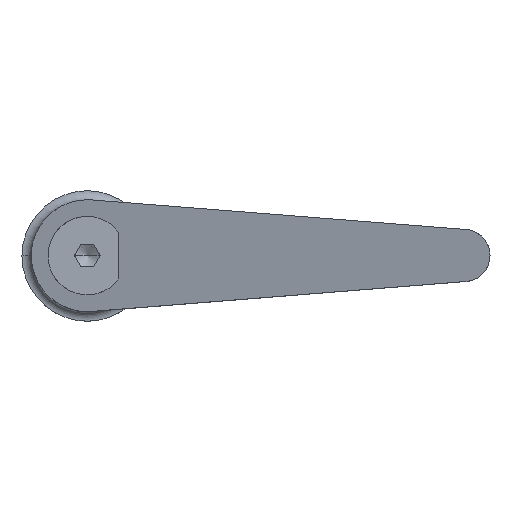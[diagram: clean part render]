
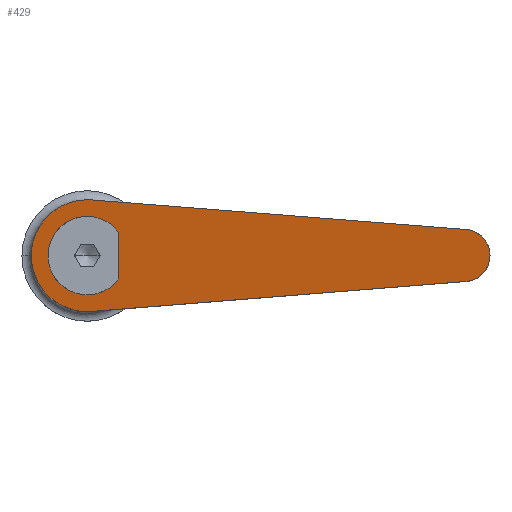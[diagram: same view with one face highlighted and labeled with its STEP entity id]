
A CAD part, top view. The second image highlights one B-rep face of the part: STEP entity #429.
In plain terms, the highlighted planar face has unit normal (-0.256, 0, 0.967).
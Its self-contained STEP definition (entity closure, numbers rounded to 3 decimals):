
#241=EDGE_CURVE('',#455,#303,#669,.T.);
#303=VERTEX_POINT('',#741);
#323=VERTEX_POINT('',#761);
#345=EDGE_CURVE('',#535,#323,#785,.T.);
#351=VERTEX_POINT('',#791);
#359=VERTEX_POINT('',#800);
#371=VERTEX_POINT('',#813);
#385=VERTEX_POINT('',#827);
#393=EDGE_CURVE('',#485,#385,#835,.T.);
#407=EDGE_CURVE('',#359,#587,#850,.T.);
#413=EDGE_CURVE('',#385,#359,#856,.T.);
#429=ADVANCED_FACE('',(#874,#875),#876,.F.);
#455=VERTEX_POINT('',#907);
#467=EDGE_CURVE('',#519,#535,#919,.T.);
#473=EDGE_CURVE('',#591,#371,#926,.T.);
#485=VERTEX_POINT('',#940);
#487=EDGE_CURVE('',#581,#499,#942,.T.);
#493=EDGE_CURVE('',#303,#499,#949,.T.);
#497=EDGE_CURVE('',#371,#485,#954,.T.);
#499=VERTEX_POINT('',#956);
#501=EDGE_CURVE('',#555,#587,#958,.T.);
#513=EDGE_CURVE('',#351,#519,#972,.T.);
#519=VERTEX_POINT('',#978);
#535=VERTEX_POINT('',#998);
#551=EDGE_CURVE('',#455,#555,#1015,.T.);
#555=VERTEX_POINT('',#1019);
#579=EDGE_CURVE('',#591,#581,#1044,.T.);
#581=VERTEX_POINT('',#1046);
#587=VERTEX_POINT('',#1053);
#591=VERTEX_POINT('',#1057);
#619=EDGE_CURVE('',#323,#351,#1090,.T.);
#669=ELLIPSE('',#1136,15.516,15.0);
#741=CARTESIAN_POINT('',(-15.0,0.,50.3));
#761=CARTESIAN_POINT('',(0.,10.5,54.267));
#785=ELLIPSE('',#1304,10.861,10.5);
#791=CARTESIAN_POINT('',(0.,-10.5,54.267));
#800=CARTESIAN_POINT('',(1.188,14.953,54.582));
#813=CARTESIAN_POINT('',(1.188,-14.953,54.582));
#827=CARTESIAN_POINT('',(101.554,6.978,81.127));
#835=ELLIPSE('',#1373,7.241,7.0);
#850=ELLIPSE('',#1403,15.516,15.0);
#856=LINE('',#1411,#1412);
#874=FACE_OUTER_BOUND('',#1441,.T.);
#875=FACE_BOUND('',#1442,.T.);
#876=PLANE('',#1443);
#907=CARTESIAN_POINT('',(0.052,15.,54.281));
#919=LINE('',#1518,#1519);
#926=ELLIPSE('',#1529,15.516,15.0);
#940=CARTESIAN_POINT('',(101.554,-6.978,81.127));
#942=LINE('',#1547,#1548);
#949=ELLIPSE('',#1558,15.516,15.0);
#954=LINE('',#1564,#1565);
#956=CARTESIAN_POINT('',(0.052,-15.,54.281));
#958=LINE('',#1570,#1571);
#972=ELLIPSE('',#1589,10.861,10.5);
#978=CARTESIAN_POINT('',(8.441,-6.244,56.5));
#998=CARTESIAN_POINT('',(8.441,6.244,56.5));
#1015=LINE('',#1641,#1642);
#1019=CARTESIAN_POINT('',(0.052,15.,54.281));
#1044=LINE('',#1693,#1694);
#1046=CARTESIAN_POINT('',(0.052,-15.,54.281));
#1053=CARTESIAN_POINT('',(0.053,15.,54.281));
#1057=CARTESIAN_POINT('',(0.053,-15.,54.281));
#1090=ELLIPSE('',#1749,10.861,10.5);
#1136=AXIS2_PLACEMENT_3D('',#1801,#1802,#1803);
#1304=AXIS2_PLACEMENT_3D('',#1932,#1933,#1934);
#1373=AXIS2_PLACEMENT_3D('',#1975,#1976,#1977);
#1403=AXIS2_PLACEMENT_3D('',#1993,#1994,#1995);
#1411=CARTESIAN_POINT('',(55.44,10.642,68.931));
#1412=VECTOR('',#1999,1.0);
#1441=EDGE_LOOP('',(#2019,#2020,#2021,#2022,#2023,#2024,#2025,#2026,#2027,#2028,#2029));
#1442=EDGE_LOOP('',(#2030,#2031,#2032,#2033));
#1443=AXIS2_PLACEMENT_3D('',#2034,#2035,#2036);
#1518=CARTESIAN_POINT('',(8.441,0.,56.5));
#1519=VECTOR('',#2088,1.0);
#1529=AXIS2_PLACEMENT_3D('',#2098,#2099,#2100);
#1547=CARTESIAN_POINT('',(0.052,-15.,54.281));
#1548=VECTOR('',#2119,1.0);
#1558=AXIS2_PLACEMENT_3D('',#2129,#2130,#2131);
#1564=CARTESIAN_POINT('',(102.362,-6.914,81.341));
#1565=VECTOR('',#2141,1.0);
#1570=CARTESIAN_POINT('',(0.052,15.,54.281));
#1571=VECTOR('',#2142,1.0);
#1589=AXIS2_PLACEMENT_3D('',#2169,#2170,#2171);
#1641=CARTESIAN_POINT('',(0.052,-15.,54.281));
#1642=VECTOR('',#2216,1.0);
#1693=CARTESIAN_POINT('',(101.223,-6.766,81.04));
#1694=VECTOR('',#2233,1.0);
#1749=AXIS2_PLACEMENT_3D('',#2294,#2295,#2296);
#1801=CARTESIAN_POINT('',(0.,0.,54.267));
#1802=DIRECTION('',(-0.256,0.,0.967));
#1803=DIRECTION('',(0.967,0.,0.256));
#1932=CARTESIAN_POINT('',(0.,0.,54.267));
#1933=DIRECTION('',(-0.256,0.,0.967));
#1934=DIRECTION('',(-0.967,0.0,-0.256));
#1975=CARTESIAN_POINT('',(101.0,0.,80.981));
#1976=DIRECTION('',(-0.256,0.,0.967));
#1977=DIRECTION('',(0.967,0.,0.256));
#1993=CARTESIAN_POINT('',(0.,0.,54.267));
#1994=DIRECTION('',(-0.256,0.,0.967));
#1995=DIRECTION('',(0.967,0.,0.256));
#1999=DIRECTION('',(-0.964,0.077,-0.255));
#2019=ORIENTED_EDGE('',*,*,#501,.F.);
#2020=ORIENTED_EDGE('',*,*,#551,.F.);
#2021=ORIENTED_EDGE('',*,*,#241,.T.);
#2022=ORIENTED_EDGE('',*,*,#493,.T.);
#2023=ORIENTED_EDGE('',*,*,#487,.F.);
#2024=ORIENTED_EDGE('',*,*,#579,.F.);
#2025=ORIENTED_EDGE('',*,*,#473,.T.);
#2026=ORIENTED_EDGE('',*,*,#497,.T.);
#2027=ORIENTED_EDGE('',*,*,#393,.T.);
#2028=ORIENTED_EDGE('',*,*,#413,.T.);
#2029=ORIENTED_EDGE('',*,*,#407,.T.);
#2030=ORIENTED_EDGE('',*,*,#345,.F.);
#2031=ORIENTED_EDGE('',*,*,#467,.F.);
#2032=ORIENTED_EDGE('',*,*,#513,.F.);
#2033=ORIENTED_EDGE('',*,*,#619,.F.);
#2034=CARTESIAN_POINT('',(49.015,0.,67.231));
#2035=DIRECTION('',(0.256,0.,-0.967));
#2036=DIRECTION('',(0.247,0.967,0.065));
#2088=DIRECTION('',(0.,1.0,0.0));
#2098=CARTESIAN_POINT('',(0.,0.,54.267));
#2099=DIRECTION('',(-0.256,0.,0.967));
#2100=DIRECTION('',(0.967,0.,0.256));
#2119=DIRECTION('',(0.,1.0,0.));
#2129=CARTESIAN_POINT('',(0.,0.,54.267));
#2130=DIRECTION('',(-0.256,0.,0.967));
#2131=DIRECTION('',(0.967,0.,0.256));
#2141=DIRECTION('',(0.964,0.077,0.255));
#2142=DIRECTION('',(0.964,-0.078,0.255));
#2169=CARTESIAN_POINT('',(0.,0.,54.267));
#2170=DIRECTION('',(-0.256,0.,0.967));
#2171=DIRECTION('',(-0.967,0.0,-0.256));
#2216=DIRECTION('',(0.,1.0,0.));
#2233=DIRECTION('',(-0.964,-0.078,-0.255));
#2294=CARTESIAN_POINT('',(0.,0.,54.267));
#2295=DIRECTION('',(-0.256,0.,0.967));
#2296=DIRECTION('',(-0.967,0.0,-0.256));
